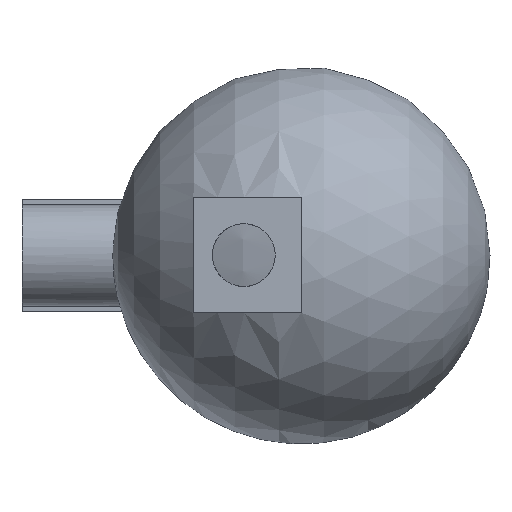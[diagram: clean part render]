
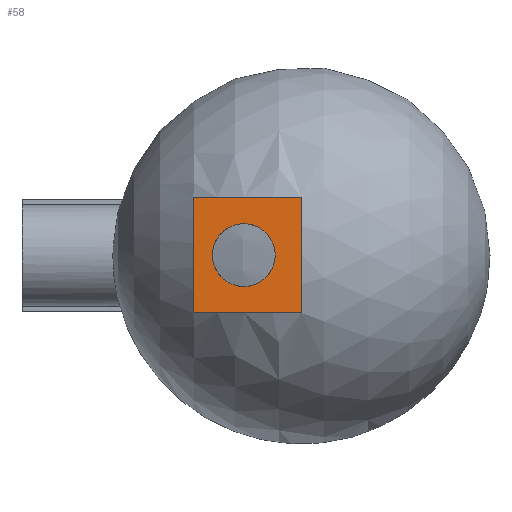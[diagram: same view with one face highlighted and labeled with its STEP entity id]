
A CAD part, top view. The second image highlights one B-rep face of the part: STEP entity #58.
In plain terms, the highlighted planar face has unit normal (0, 0, 1).
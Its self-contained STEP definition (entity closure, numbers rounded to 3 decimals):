
#21 = EDGE_CURVE('',#22,#24,#26,.T.);
#22 = VERTEX_POINT('',#23);
#23 = CARTESIAN_POINT('',(-14.5,-16.5,-45.));
#24 = VERTEX_POINT('',#25);
#25 = CARTESIAN_POINT('',(16.5,-16.5,-45.));
#26 = LINE('',#27,#28);
#27 = CARTESIAN_POINT('',(-14.5,-16.5,-45.));
#28 = VECTOR('',#29,1.);
#29 = DIRECTION('',(1.,0.,0.));
#58 = ADVANCED_FACE('',(#59,#84),#95,.T.);
#59 = FACE_BOUND('',#60,.T.);
#60 = EDGE_LOOP('',(#61,#62,#70,#78));
#61 = ORIENTED_EDGE('',*,*,#21,.T.);
#62 = ORIENTED_EDGE('',*,*,#63,.T.);
#63 = EDGE_CURVE('',#24,#64,#66,.T.);
#64 = VERTEX_POINT('',#65);
#65 = CARTESIAN_POINT('',(16.5,16.5,-45.));
#66 = LINE('',#67,#68);
#67 = CARTESIAN_POINT('',(16.5,-16.5,-45.));
#68 = VECTOR('',#69,1.);
#69 = DIRECTION('',(0.,1.,0.));
#70 = ORIENTED_EDGE('',*,*,#71,.T.);
#71 = EDGE_CURVE('',#64,#72,#74,.T.);
#72 = VERTEX_POINT('',#73);
#73 = CARTESIAN_POINT('',(-14.5,16.5,-45.));
#74 = LINE('',#75,#76);
#75 = CARTESIAN_POINT('',(16.5,16.5,-45.));
#76 = VECTOR('',#77,1.);
#77 = DIRECTION('',(-1.,0.,0.));
#78 = ORIENTED_EDGE('',*,*,#79,.T.);
#79 = EDGE_CURVE('',#72,#22,#80,.T.);
#80 = LINE('',#81,#82);
#81 = CARTESIAN_POINT('',(-14.5,16.5,-45.));
#82 = VECTOR('',#83,1.);
#83 = DIRECTION('',(0.,-1.,0.));
#84 = FACE_BOUND('',#85,.T.);
#85 = EDGE_LOOP('',(#86));
#86 = ORIENTED_EDGE('',*,*,#87,.T.);
#87 = EDGE_CURVE('',#88,#88,#90,.T.);
#88 = VERTEX_POINT('',#89);
#89 = CARTESIAN_POINT('',(9.,0.,-45.));
#90 = CIRCLE('',#91,9.);
#91 = AXIS2_PLACEMENT_3D('',#92,#93,#94);
#92 = CARTESIAN_POINT('',(0.,0.,-45.));
#93 = DIRECTION('',(0.,0.,-1.));
#94 = DIRECTION('',(1.,0.,0.));
#95 = PLANE('',#96);
#96 = AXIS2_PLACEMENT_3D('',#97,#98,#99);
#97 = CARTESIAN_POINT('',(0.732,0.,-45.));
#98 = DIRECTION('',(-0.,0.,1.));
#99 = DIRECTION('',(0.,1.,0.));
